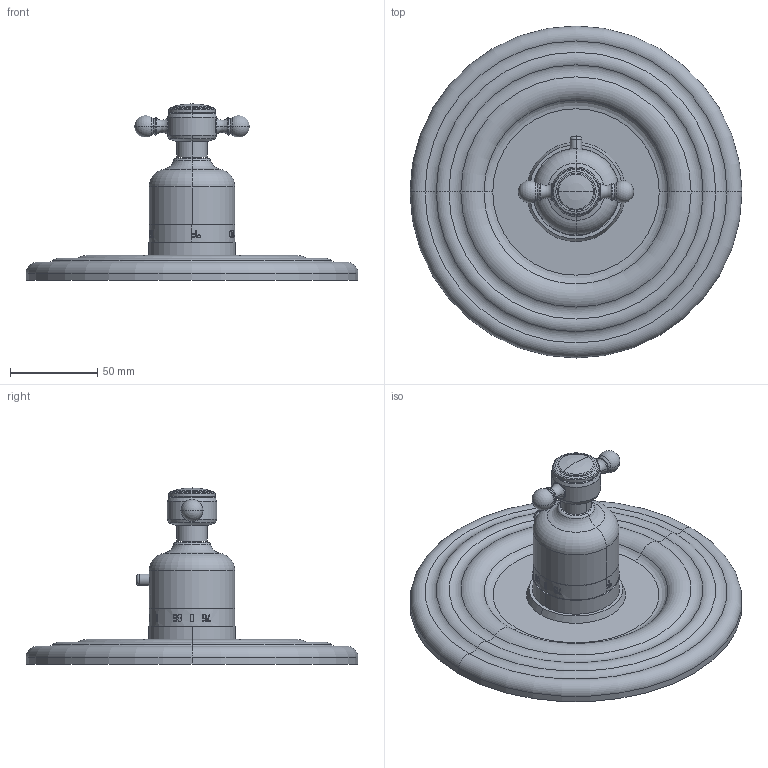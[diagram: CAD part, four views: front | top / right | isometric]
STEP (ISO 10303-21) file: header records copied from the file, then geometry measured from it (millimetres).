
FILE_DESCRIPTION((''),'2;1');
FILE_NAME('3-1034TR','2020-12-02T13:28:48',('jinson.thomas'),(''),'CREO PARAMETRIC BY PTC INC, 2018400','CREO PARAMETRIC BY PTC INC, 2018400','');
FILE_SCHEMA(('CONFIG_CONTROL_DESIGN'));
Length unit declared in the file: inch
Products named in the file (1): 3-1034TR
Bounding box: 190.5 x 190.5 x 101.05 mm (x, y, z)
Volume: 415934.4 mm3; surface area: 75577.9 mm2
Topology: 1 solids, 1 shells, 451 faces, 1210 edges, 778 vertices
Faces by surface type: plane 338, cylinder 47, torus 38, cone 16, sphere 8, bspline 4
Entity records: 14302 total; most frequent: CARTESIAN_POINT 3665, ORIENTED_EDGE 2404, DIRECTION 1940, EDGE_CURVE 1202, VERTEX_POINT 778, AXIS2_PLACEMENT_3D 727, VECTOR 486, LINE 486
